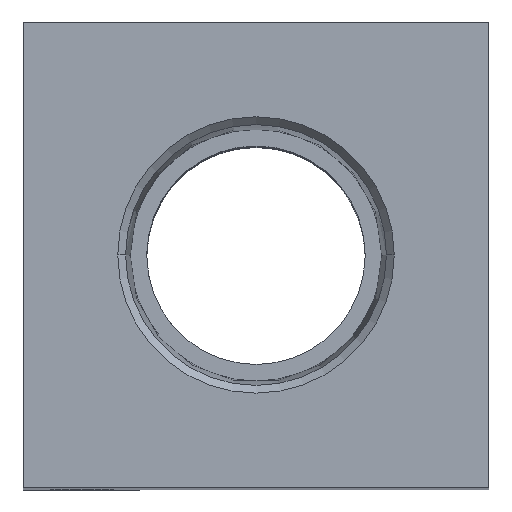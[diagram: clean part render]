
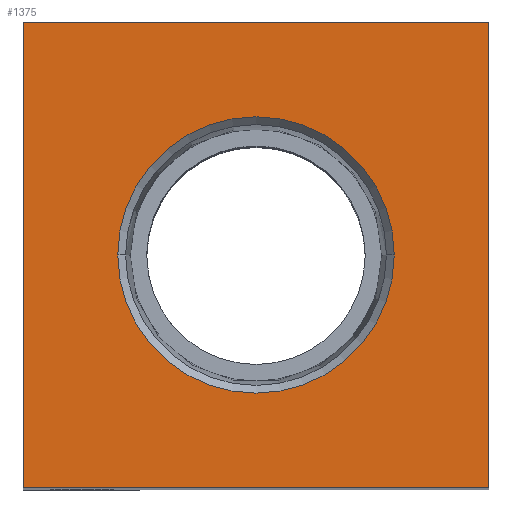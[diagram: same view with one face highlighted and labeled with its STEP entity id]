
A CAD part, top view. The second image highlights one B-rep face of the part: STEP entity #1375.
In plain terms, the highlighted planar face has unit normal (0, 0, 1).
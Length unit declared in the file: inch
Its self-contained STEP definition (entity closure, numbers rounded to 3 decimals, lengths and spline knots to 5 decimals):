
#31 = VERTEX_POINT ( 'NONE', #1600 ) ;
#58 = DIRECTION ( 'NONE',  ( -1., 0., 0. ) ) ;
#70 = CARTESIAN_POINT ( 'NONE',  ( 0.75, 0.75, 1.875 ) ) ;
#156 = LINE ( 'NONE', #1808, #2729 ) ;
#171 = ORIENTED_EDGE ( 'NONE', *, *, #1024, .T. ) ;
#189 = CARTESIAN_POINT ( 'NONE',  ( 0.75, -0.75, 1.875 ) ) ;
#203 = DIRECTION ( 'NONE',  ( 0., 1., 0. ) ) ;
#212 = DIRECTION ( 'NONE',  ( 0., 0., 1. ) ) ;
#246 = VERTEX_POINT ( 'NONE', #2288 ) ;
#259 = DIRECTION ( 'NONE',  ( 0., -1., 0. ) ) ;
#371 = VECTOR ( 'NONE', #58, 39.37008 ) ;
#381 = CARTESIAN_POINT ( 'NONE',  ( 0.75, -0.75, 1.875 ) ) ;
#450 = VERTEX_POINT ( 'NONE', #487 ) ;
#487 = CARTESIAN_POINT ( 'NONE',  ( 0.75, -0.75, 1.875 ) ) ;
#569 = ORIENTED_EDGE ( 'NONE', *, *, #3089, .T. ) ;
#638 = CARTESIAN_POINT ( 'NONE',  ( 0., 0., 1.875 ) ) ;
#734 = VERTEX_POINT ( 'NONE', #1096 ) ;
#902 = DIRECTION ( 'NONE',  ( 1., 0., 0. ) ) ;
#906 = DIRECTION ( 'NONE',  ( 1., 0., 0. ) ) ;
#975 = EDGE_LOOP ( 'NONE', ( #1763, #569, #1124, #171 ) ) ;
#1021 = ORIENTED_EDGE ( 'NONE', *, *, #2565, .F. ) ;
#1024 = EDGE_CURVE ( 'NONE', #1482, #1797, #2901, .T. ) ;
#1096 = CARTESIAN_POINT ( 'NONE',  ( -0.75, -0.75, 1.875 ) ) ;
#1124 = ORIENTED_EDGE ( 'NONE', *, *, #1604, .T. ) ;
#1227 = CARTESIAN_POINT ( 'NONE',  ( 0.75, 0.75, 1.875 ) ) ;
#1313 = EDGE_LOOP ( 'NONE', ( #2389, #1021 ) ) ;
#1375 = ADVANCED_FACE ( 'NONE', ( #1632, #2188 ), #1890, .T. ) ;
#1482 = VERTEX_POINT ( 'NONE', #1227 ) ;
#1600 = CARTESIAN_POINT ( 'NONE',  ( -0.44487, 0., 1.875 ) ) ;
#1604 = EDGE_CURVE ( 'NONE', #450, #1482, #3136, .T. ) ;
#1632 = FACE_BOUND ( 'NONE', #1313, .T. ) ;
#1723 = DIRECTION ( 'NONE',  ( 1., 0., 0. ) ) ;
#1727 = DIRECTION ( 'NONE',  ( 0., 0., 1. ) ) ;
#1763 = ORIENTED_EDGE ( 'NONE', *, *, #2403, .T. ) ;
#1774 = CARTESIAN_POINT ( 'NONE',  ( 0., 0., 1.875 ) ) ;
#1784 = CARTESIAN_POINT ( 'NONE',  ( 0., 0., 1.875 ) ) ;
#1797 = VERTEX_POINT ( 'NONE', #3159 ) ;
#1799 = AXIS2_PLACEMENT_3D ( 'NONE', #1784, #1727, #1723 ) ;
#1808 = CARTESIAN_POINT ( 'NONE',  ( -0.75, -0.75, 1.875 ) ) ;
#1890 = PLANE ( 'NONE',  #1799 ) ;
#2019 = DIRECTION ( 'NONE',  ( 1., 0., 0. ) ) ;
#2092 = VECTOR ( 'NONE', #902, 39.37008 ) ;
#2188 = FACE_OUTER_BOUND ( 'NONE', #975, .T. ) ;
#2288 = CARTESIAN_POINT ( 'NONE',  ( 0.44487, 0., 1.875 ) ) ;
#2380 = CIRCLE ( 'NONE', #3018, 0.44487 ) ;
#2389 = ORIENTED_EDGE ( 'NONE', *, *, #2739, .F. ) ;
#2403 = EDGE_CURVE ( 'NONE', #1797, #734, #156, .T. ) ;
#2413 = DIRECTION ( 'NONE',  ( 0., 0., 1. ) ) ;
#2498 = VECTOR ( 'NONE', #203, 39.37008 ) ;
#2527 = AXIS2_PLACEMENT_3D ( 'NONE', #1774, #212, #2019 ) ;
#2565 = EDGE_CURVE ( 'NONE', #31, #246, #2380, .T. ) ;
#2699 = CIRCLE ( 'NONE', #2527, 0.44487 ) ;
#2711 = LINE ( 'NONE', #381, #2092 ) ;
#2729 = VECTOR ( 'NONE', #259, 39.37008 ) ;
#2739 = EDGE_CURVE ( 'NONE', #246, #31, #2699, .T. ) ;
#2901 = LINE ( 'NONE', #70, #371 ) ;
#3018 = AXIS2_PLACEMENT_3D ( 'NONE', #638, #2413, #906 ) ;
#3089 = EDGE_CURVE ( 'NONE', #734, #450, #2711, .T. ) ;
#3136 = LINE ( 'NONE', #189, #2498 ) ;
#3159 = CARTESIAN_POINT ( 'NONE',  ( -0.75, 0.75, 1.875 ) ) ;
